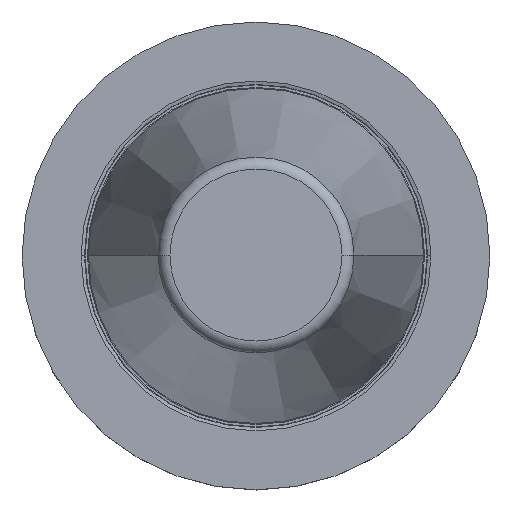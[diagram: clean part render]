
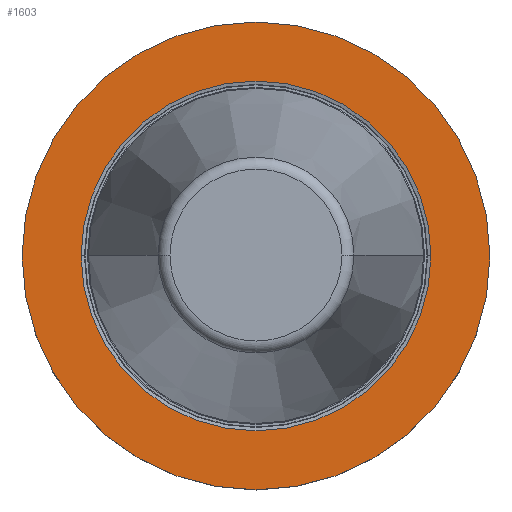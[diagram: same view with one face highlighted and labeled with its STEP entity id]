
A CAD part, top view. The second image highlights one B-rep face of the part: STEP entity #1603.
In plain terms, the highlighted planar face has unit normal (0, 0, 1).
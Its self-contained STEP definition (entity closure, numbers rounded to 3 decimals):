
#112=CARTESIAN_POINT('',(0.,0.,-3.2));
#113=DIRECTION('',(0.,0.,1.));
#114=DIRECTION('',(1.,0.,0.));
#115=AXIS2_PLACEMENT_3D('',#112,#113,#114);
#120=CARTESIAN_POINT('',(0.,0.,-3.2));
#121=DIRECTION('',(0.,0.,-1.));
#122=DIRECTION('',(1.,0.,0.));
#123=AXIS2_PLACEMENT_3D('',#120,#121,#122);
#128=CARTESIAN_POINT('',(0.,0.,-3.2));
#129=DIRECTION('',(0.,0.,1.));
#130=DIRECTION('',(1.,0.,0.));
#131=AXIS2_PLACEMENT_3D('',#128,#129,#130);
#136=CARTESIAN_POINT('',(0.,0.,-3.2));
#137=DIRECTION('',(0.,0.,1.));
#138=DIRECTION('',(-1.,0.,0.));
#139=AXIS2_PLACEMENT_3D('',#136,#137,#138);
#1420=CARTESIAN_POINT('',(48.75,0.,-3.2));
#1421=CARTESIAN_POINT('',(-48.75,0.,-3.2));
#1422=VERTEX_POINT('',#1420);
#1423=VERTEX_POINT('',#1421);
#1486=CARTESIAN_POINT('',(36.446,0.,-3.2));
#1487=VERTEX_POINT('',#1486);
#1490=CARTESIAN_POINT('',(-36.446,0.,-3.2));
#1491=VERTEX_POINT('',#1490);
#1588=CARTESIAN_POINT('',(0.,0.,-3.2));
#1589=DIRECTION('',(0.,0.,-1.));
#1590=DIRECTION('',(-1.,0.,0.));
#1591=AXIS2_PLACEMENT_3D('',#1588,#1589,#1590);
#1592=PLANE('',#1591);
#1593=ORIENTED_EDGE('',*,*,#1568,.F.);
#1594=ORIENTED_EDGE('',*,*,#1509,.T.);
#1595=EDGE_LOOP('',(#1593,#1594));
#1596=FACE_OUTER_BOUND('',#1595,.F.);
#1598=ORIENTED_EDGE('',*,*,#1597,.T.);
#1600=ORIENTED_EDGE('',*,*,#1599,.T.);
#1601=EDGE_LOOP('',(#1598,#1600));
#1602=FACE_BOUND('',#1601,.F.);
#1603=ADVANCED_FACE('',(#1596,#1602),#1592,.F.);
#116=CIRCLE('',#115,48.75);
#124=CIRCLE('',#123,48.75);
#132=CIRCLE('',#131,36.446);
#140=CIRCLE('',#139,36.446);
#1509=EDGE_CURVE('',#1422,#1423,#124,.T.);
#1568=EDGE_CURVE('',#1422,#1423,#116,.T.);
#1597=EDGE_CURVE('',#1487,#1491,#132,.T.);
#1599=EDGE_CURVE('',#1491,#1487,#140,.T.);
